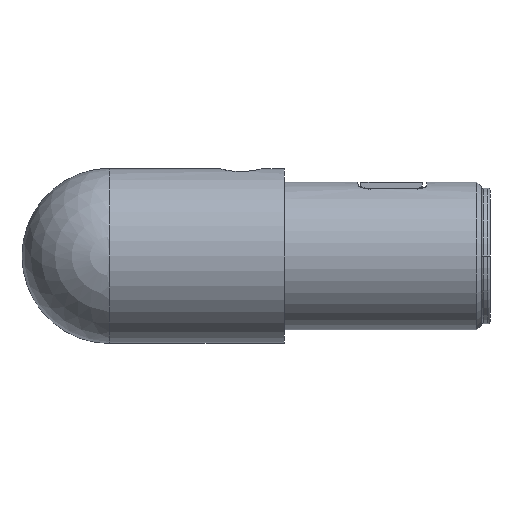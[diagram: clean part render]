
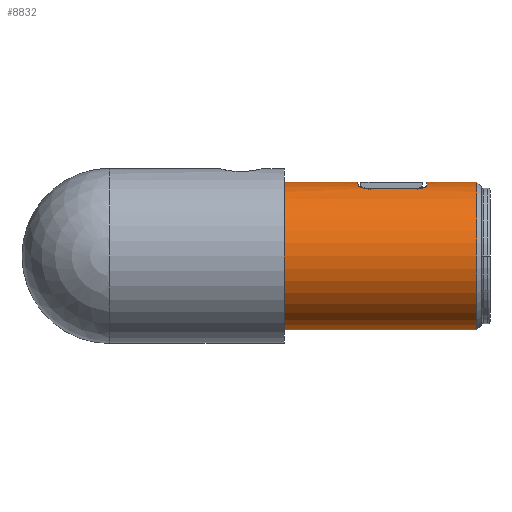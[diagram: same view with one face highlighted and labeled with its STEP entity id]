
A CAD part, left-side view. The second image highlights one B-rep face of the part: STEP entity #8832.
In plain terms, the highlighted cylindrical face has radius 16.9 mm (diameter 33.8 mm), a partial arc.
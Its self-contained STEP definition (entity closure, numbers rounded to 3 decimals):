
#576 = B_SPLINE_CURVE_WITH_KNOTS ( 'NONE', 3,
 ( #7885, #7876, #7877, #7886, #7887, #7888, #7889, #7890, #7891, #7892, #7893, #7894, #7895, #7896, #7897, #7898 ),
 .UNSPECIFIED., .F., .F.,
 ( 4, 2, 2, 2, 2, 2, 2, 4 ),
 ( 0., 0.001, 0.001, 0.002, 0.002, 0.002, 0.003, 0.003 ),
 .UNSPECIFIED. ) ;
#583 =( BOUNDED_CURVE ( )  B_SPLINE_CURVE ( 3, ( #7762, #7769, #7795, #7796 ),
 .UNSPECIFIED., .F., .F. ) 
 B_SPLINE_CURVE_WITH_KNOTS ( ( 4, 4 ),
 ( 0., 0.3 ),
 .UNSPECIFIED. ) 
 CURVE ( )  GEOMETRIC_REPRESENTATION_ITEM ( )  RATIONAL_B_SPLINE_CURVE ( ( 1., 0.992, 0.992, 1. ) ) 
 REPRESENTATION_ITEM ( '' )  );
#585 = B_SPLINE_CURVE_WITH_KNOTS ( 'NONE', 3,
 ( #7779, #7774, #7775, #7780, #7781, #7782, #7783, #7784, #7785, #7786, #7787, #7788, #7789, #7790, #7791, #7792 ),
 .UNSPECIFIED., .F., .F.,
 ( 4, 2, 2, 2, 2, 2, 2, 4 ),
 ( 0., 0., 0.001, 0.001, 0.002, 0.002, 0.003, 0.003 ),
 .UNSPECIFIED. ) ;
#659 = FACE_OUTER_BOUND ( 'NONE', #9742, .T. ) ;
#685 = CYLINDRICAL_SURFACE ( 'NONE', #6311, 16.9 ) ;
#1804 = ORIENTED_EDGE ( 'NONE', *, *, #6832, .T. ) ;
#1805 = ORIENTED_EDGE ( 'NONE', *, *, #6681, .T. ) ;
#1806 = ORIENTED_EDGE ( 'NONE', *, *, #6831, .F. ) ;
#1807 = ORIENTED_EDGE ( 'NONE', *, *, #6830, .T. ) ;
#1808 = ORIENTED_EDGE ( 'NONE', *, *, #6838, .F. ) ;
#1809 = ORIENTED_EDGE ( 'NONE', *, *, #6857, .T. ) ;
#1810 = ORIENTED_EDGE ( 'NONE', *, *, #6836, .F. ) ;
#1811 = ORIENTED_EDGE ( 'NONE', *, *, #6687, .T. ) ;
#1812 = ORIENTED_EDGE ( 'NONE', *, *, #6829, .T. ) ;
#1813 = ORIENTED_EDGE ( 'NONE', *, *, #6679, .F. ) ;
#1980 = CARTESIAN_POINT ( 'NONE',  ( -40., -85., 16.9 ) ) ;
#2040 = DIRECTION ( 'NONE',  ( 0., 1., 0. ) ) ;
#2078 = DIRECTION ( 'NONE',  ( 0., 1., 0. ) ) ;
#2079 = CARTESIAN_POINT ( 'NONE',  ( -40., -85., 16.9 ) ) ;
#2084 = CARTESIAN_POINT ( 'NONE',  ( -40., -85., -16.9 ) ) ;
#2099 = DIRECTION ( 'NONE',  ( 0., 1., 0. ) ) ;
#2502 = DIRECTION ( 'NONE',  ( 0., 0., 1. ) ) ;
#2504 = DIRECTION ( 'NONE',  ( 0., 1., 0. ) ) ;
#2506 = CARTESIAN_POINT ( 'NONE',  ( -40., -85., 0. ) ) ;
#6010 = CARTESIAN_POINT ( 'NONE',  ( -40., -40., 16.9 ) ) ;
#6016 = CARTESIAN_POINT ( 'NONE',  ( -40., -84., 16.9 ) ) ;
#6056 = CARTESIAN_POINT ( 'NONE',  ( -40., -40., -16.9 ) ) ;
#6064 = CARTESIAN_POINT ( 'NONE',  ( -40., -84., -16.9 ) ) ;
#6070 = CARTESIAN_POINT ( 'NONE',  ( -45., -56.878, 16.143 ) ) ;
#6071 = CARTESIAN_POINT ( 'NONE',  ( -45., -72.5, 16.143 ) ) ;
#6106 = CARTESIAN_POINT ( 'NONE',  ( -40., -56.675, 16.9 ) ) ;
#6124 = CARTESIAN_POINT ( 'NONE',  ( -47., -70.5, 15.382 ) ) ;
#6311 = AXIS2_PLACEMENT_3D ( 'NONE', #2506, #2504, #2502 ) ;
#6679 = EDGE_CURVE ( 'NONE', #10527, #10519, #7161, .T. ) ;
#6681 = EDGE_CURVE ( 'NONE', #10569, #10471, #7155, .T. ) ;
#6687 = EDGE_CURVE ( 'NONE', #10479, #6882, #7159, .T. ) ;
#6829 = EDGE_CURVE ( 'NONE', #10527, #10479, #7411, .T. ) ;
#6830 = EDGE_CURVE ( 'NONE', #6874, #10533, #585, .T. ) ;
#6831 = EDGE_CURVE ( 'NONE', #10569, #10533, #583, .T. ) ;
#6832 = EDGE_CURVE ( 'NONE', #10471, #10519, #7414, .T. ) ;
#6836 = EDGE_CURVE ( 'NONE', #10534, #6882, #7426, .T. ) ;
#6838 = EDGE_CURVE ( 'NONE', #6874, #10588, #7423, .T. ) ;
#6857 = EDGE_CURVE ( 'NONE', #10534, #10588, #576, .T. ) ;
#6874 = VERTEX_POINT ( 'NONE', #7932 ) ;
#6882 = VERTEX_POINT ( 'NONE', #7912 ) ;
#7147 = VECTOR ( 'NONE', #2099, 1000. ) ;
#7153 = VECTOR ( 'NONE', #2078, 1000. ) ;
#7155 = LINE ( 'NONE', #2079, #7153 ) ;
#7158 = VECTOR ( 'NONE', #2040, 1000. ) ;
#7159 = LINE ( 'NONE', #1980, #7158 ) ;
#7161 = LINE ( 'NONE', #2084, #7147 ) ;
#7411 = CIRCLE ( 'NONE', #9863, 16.9 ) ;
#7414 = CIRCLE ( 'NONE', #9862, 16.9 ) ;
#7423 = LINE ( 'NONE', #7804, #7433 ) ;
#7426 = CIRCLE ( 'NONE', #9861, 16.9 ) ;
#7433 = VECTOR ( 'NONE', #7805, 1000. ) ;
#7762 = CARTESIAN_POINT ( 'NONE',  ( -40., -56.675, 16.9 ) ) ;
#7769 = CARTESIAN_POINT ( 'NONE',  ( -41.698, -56.675, 16.9 ) ) ;
#7774 = CARTESIAN_POINT ( 'NONE',  ( -47., -59.009, 15.382 ) ) ;
#7775 = CARTESIAN_POINT ( 'NONE',  ( -46.986, -58.868, 15.389 ) ) ;
#7776 = CARTESIAN_POINT ( 'NONE',  ( -40., -84., 0. ) ) ;
#7777 = DIRECTION ( 'NONE',  ( 0., 1., 0. ) ) ;
#7778 = DIRECTION ( 'NONE',  ( 0., 0., -1. ) ) ;
#7779 = CARTESIAN_POINT ( 'NONE',  ( -47., -59.152, 15.382 ) ) ;
#7780 = CARTESIAN_POINT ( 'NONE',  ( -46.932, -58.591, 15.413 ) ) ;
#7781 = CARTESIAN_POINT ( 'NONE',  ( -46.892, -58.454, 15.431 ) ) ;
#7782 = CARTESIAN_POINT ( 'NONE',  ( -46.789, -58.192, 15.476 ) ) ;
#7783 = CARTESIAN_POINT ( 'NONE',  ( -46.727, -58.067, 15.504 ) ) ;
#7784 = CARTESIAN_POINT ( 'NONE',  ( -46.583, -57.83, 15.566 ) ) ;
#7785 = CARTESIAN_POINT ( 'NONE',  ( -46.5, -57.717, 15.6 ) ) ;
#7786 = CARTESIAN_POINT ( 'NONE',  ( -46.319, -57.512, 15.675 ) ) ;
#7787 = CARTESIAN_POINT ( 'NONE',  ( -46.221, -57.418, 15.714 ) ) ;
#7788 = CARTESIAN_POINT ( 'NONE',  ( -46.007, -57.248, 15.797 ) ) ;
#7789 = CARTESIAN_POINT ( 'NONE',  ( -45.893, -57.172, 15.84 ) ) ;
#7790 = CARTESIAN_POINT ( 'NONE',  ( -45.537, -56.983, 15.969 ) ) ;
#7791 = CARTESIAN_POINT ( 'NONE',  ( -45.273, -56.9, 16.059 ) ) ;
#7792 = CARTESIAN_POINT ( 'NONE',  ( -45., -56.878, 16.143 ) ) ;
#7795 = CARTESIAN_POINT ( 'NONE',  ( -43.378, -56.743, 16.646 ) ) ;
#7796 = CARTESIAN_POINT ( 'NONE',  ( -45., -56.878, 16.143 ) ) ;
#7798 = CARTESIAN_POINT ( 'NONE',  ( -40., -40., 0. ) ) ;
#7799 = DIRECTION ( 'NONE',  ( 0., -1., 0. ) ) ;
#7800 = DIRECTION ( 'NONE',  ( 0., 0., -1. ) ) ;
#7804 = CARTESIAN_POINT ( 'NONE',  ( -47., -85., 15.382 ) ) ;
#7805 = DIRECTION ( 'NONE',  ( 0., -1., 0. ) ) ;
#7806 = CARTESIAN_POINT ( 'NONE',  ( -40., -72.5, 0. ) ) ;
#7807 = DIRECTION ( 'NONE',  ( 0., 1., 0. ) ) ;
#7808 = DIRECTION ( 'NONE',  ( 0., 0., 1. ) ) ;
#7876 = CARTESIAN_POINT ( 'NONE',  ( -45.261, -72.5, 16.063 ) ) ;
#7877 = CARTESIAN_POINT ( 'NONE',  ( -45.514, -72.45, 15.977 ) ) ;
#7885 = CARTESIAN_POINT ( 'NONE',  ( -45., -72.5, 16.143 ) ) ;
#7886 = CARTESIAN_POINT ( 'NONE',  ( -45.872, -72.305, 15.848 ) ) ;
#7887 = CARTESIAN_POINT ( 'NONE',  ( -45.985, -72.245, 15.805 ) ) ;
#7888 = CARTESIAN_POINT ( 'NONE',  ( -46.2, -72.105, 15.722 ) ) ;
#7889 = CARTESIAN_POINT ( 'NONE',  ( -46.302, -72.023, 15.681 ) ) ;
#7890 = CARTESIAN_POINT ( 'NONE',  ( -46.488, -71.842, 15.605 ) ) ;
#7891 = CARTESIAN_POINT ( 'NONE',  ( -46.572, -71.743, 15.57 ) ) ;
#7892 = CARTESIAN_POINT ( 'NONE',  ( -46.721, -71.527, 15.506 ) ) ;
#7893 = CARTESIAN_POINT ( 'NONE',  ( -46.786, -71.409, 15.478 ) ) ;
#7894 = CARTESIAN_POINT ( 'NONE',  ( -46.891, -71.165, 15.431 ) ) ;
#7895 = CARTESIAN_POINT ( 'NONE',  ( -46.931, -71.038, 15.413 ) ) ;
#7896 = CARTESIAN_POINT ( 'NONE',  ( -46.986, -70.774, 15.389 ) ) ;
#7897 = CARTESIAN_POINT ( 'NONE',  ( -47., -70.637, 15.382 ) ) ;
#7898 = CARTESIAN_POINT ( 'NONE',  ( -47., -70.5, 15.382 ) ) ;
#7912 = CARTESIAN_POINT ( 'NONE',  ( -40., -72.5, 16.9 ) ) ;
#7932 = CARTESIAN_POINT ( 'NONE',  ( -47., -59.152, 15.382 ) ) ;
#8832 = ADVANCED_FACE ( 'NONE', ( #659 ), #685, .T. ) ;
#9742 = EDGE_LOOP ( 'NONE', ( #1813, #1812, #1811, #1810, #1809, #1808, #1807, #1806, #1805, #1804 ) ) ;
#9861 = AXIS2_PLACEMENT_3D ( 'NONE', #7806, #7807, #7808 ) ;
#9862 = AXIS2_PLACEMENT_3D ( 'NONE', #7798, #7799, #7800 ) ;
#9863 = AXIS2_PLACEMENT_3D ( 'NONE', #7776, #7777, #7778 ) ;
#10471 = VERTEX_POINT ( 'NONE', #6010 ) ;
#10479 = VERTEX_POINT ( 'NONE', #6016 ) ;
#10519 = VERTEX_POINT ( 'NONE', #6056 ) ;
#10527 = VERTEX_POINT ( 'NONE', #6064 ) ;
#10533 = VERTEX_POINT ( 'NONE', #6070 ) ;
#10534 = VERTEX_POINT ( 'NONE', #6071 ) ;
#10569 = VERTEX_POINT ( 'NONE', #6106 ) ;
#10588 = VERTEX_POINT ( 'NONE', #6124 ) ;
